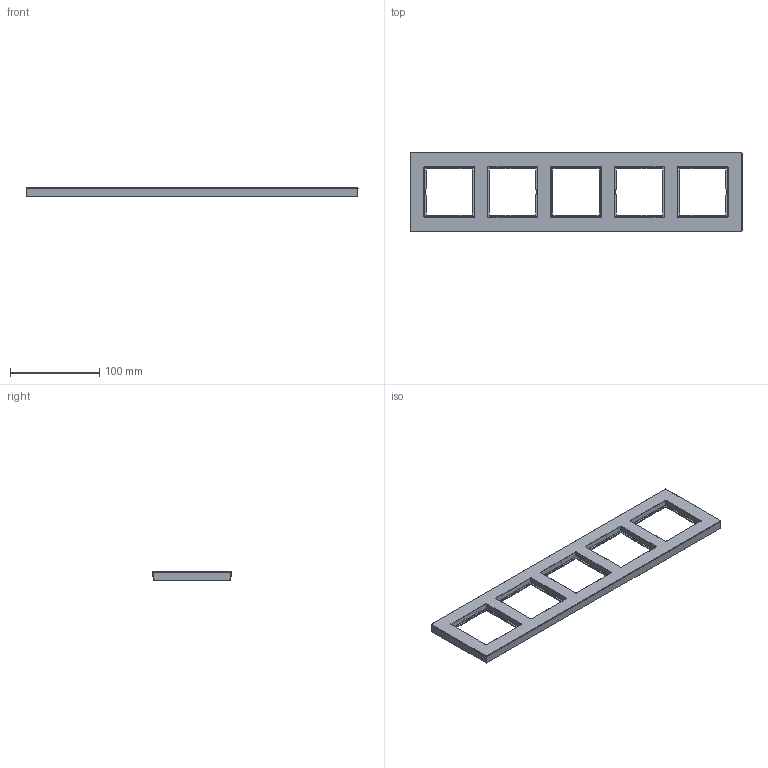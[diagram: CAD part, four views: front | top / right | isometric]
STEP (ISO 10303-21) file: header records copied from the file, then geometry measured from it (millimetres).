
FILE_DESCRIPTION((''),'2;1');
FILE_NAME('WAD8500_GEN_ASM','2025-03-19T10:28:16',('andolfs'),(''),'CREO PARAMETRIC BY PTC INC, 2023154','CREO PARAMETRIC BY PTC INC, 2023154','');
FILE_SCHEMA(('CONFIG_CONTROL_DESIGN','SHAPE_APPEARANCE_LAYERS_GROUPS'));
Products named in the file (3): W4G0097_18; W1A2431_GEN; WAD8500_GEN_ASM
Assembly tree (2 placements, depth 2):
  WAD8500_GEN_ASM
    W4G0097_18
    W1A2431_GEN
Bounding box: 372 x 88 x 10 mm (x, y, z)
Volume: 54004.6 mm3; surface area: 67717.8 mm2
Topology: 1 solids, 1 shells, 3129 faces, 8145 edges, 5206 vertices
Faces by surface type: plane 899, extrusion 814, bspline 651, cylinder 616, torus 85, cone 44, revolution 20
Entity records: 187281 total; most frequent: CARTESIAN_POINT 91539, ORIENTED_EDGE 16290, DIRECTION 10175, PRESENTATION_STYLE_ASSIGNMENT 8505, STYLED_ITEM 8505, CURVE_STYLE 8145, EDGE_CURVE 8145, VERTEX_POINT 5206
